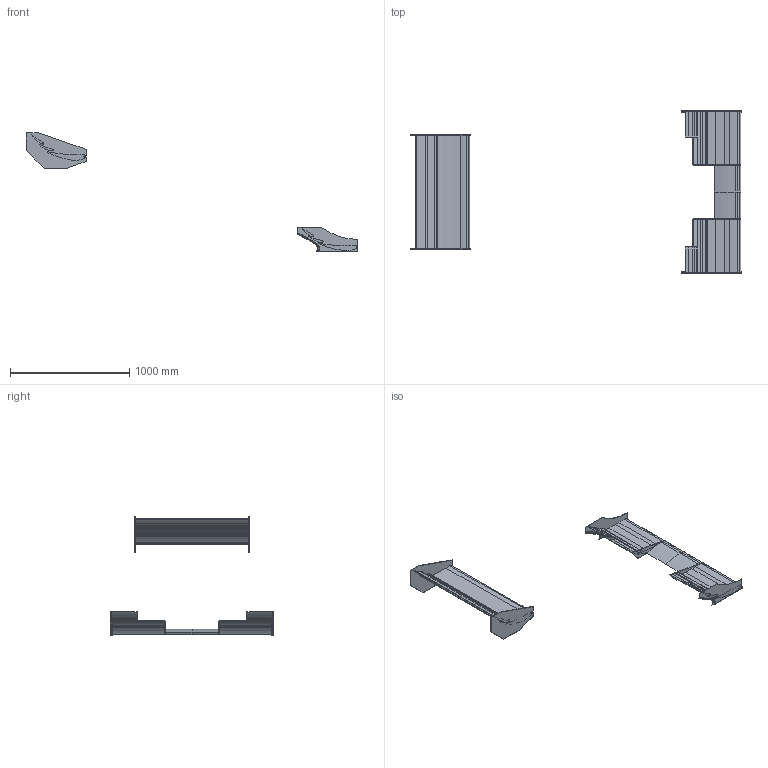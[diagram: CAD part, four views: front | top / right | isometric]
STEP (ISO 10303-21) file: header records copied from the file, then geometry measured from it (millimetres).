
FILE_DESCRIPTION(/* description */ ('CATIA V5 STEP Exchange'),/* implementation_level */ '2;1');
FILE_NAME(/* name */ 'wing.stp',/* time_stamp */ '2018-02-26T21:10:11+09:00',/* author */ ('ku_sk'),/* organization */ ('none'),/* preprocessor_version */ 'ST-DEVELOPER v17',/* originating_system */ 'Autodesk Inventor 2018',/* authorisation */ 'none');
FILE_SCHEMA (('AUTOMOTIVE_DESIGN { 1 0 10303 214 3 1 1 }'));
Length unit declared in the file: millimetre
Products named in the file (19): 2018 radiator analysis; Fr.wing; endplate; mainflap; subflap; subflap2; bracket; mainflapcenter; Fr.wing2; endplate3; mainflap3; subflap4; subflap23; bracket3; mainflapcenter3; Rr.wing; endplate_1; main frap; subflap_1
Assembly tree (20 placements, depth 3):
  2018 radiator analysis
    Fr.wing
      endplate
      mainflap
      subflap
      subflap2
      bracket
      mainflapcenter
    Fr.wing2
      endplate3
      mainflap3
      subflap4
      subflap23
      bracket3
      mainflapcenter3
    Rr.wing
      endplate_1  x2
      main frap
      subflap_1  x2
Bounding box: 2773.94 x 1360 x 993.69 mm (x, y, z)
Volume: 29004032.6 mm3; surface area: 3228280.6 mm2
Topology: 17 solids, 17 shells, 215 faces, 539 edges, 358 vertices
Faces by surface type: cylinder 135, plane 72, bspline 8
Full cylindrical faces by diameter (mm): 5 x6
Entity records: 6879 total; most frequent: CARTESIAN_POINT 1446, DIRECTION 1148, ORIENTED_EDGE 952, EDGE_CURVE 476, AXIS2_PLACEMENT_3D 466, VERTEX_POINT 316, CIRCLE 238, LINE 216
